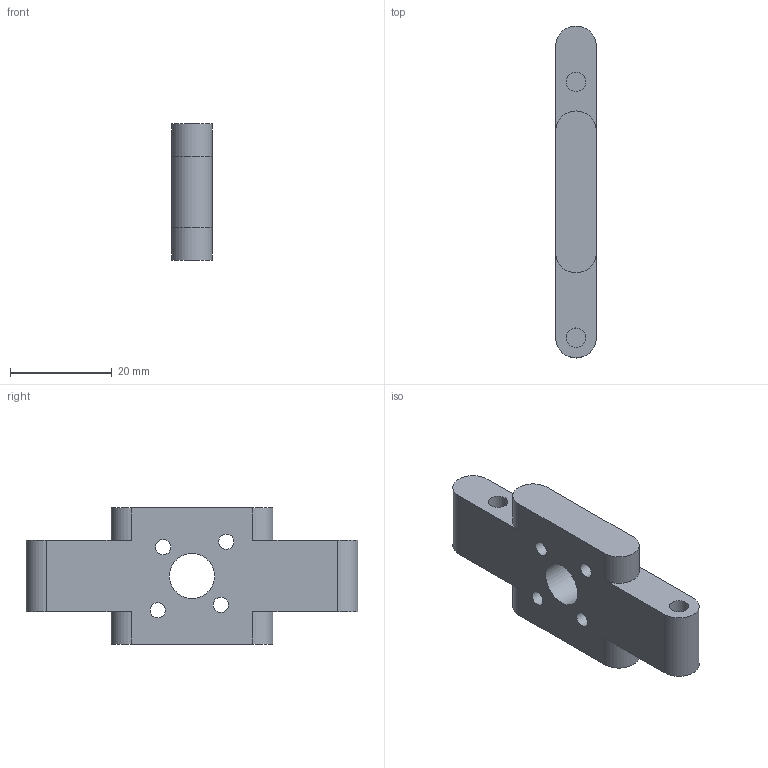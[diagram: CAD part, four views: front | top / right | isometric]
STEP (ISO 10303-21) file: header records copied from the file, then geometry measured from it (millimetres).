
FILE_DESCRIPTION(/* description */ (''),/* implementation_level */ '2;1');
FILE_NAME(/* name */ 'WhirlWax_MotorHold.step',/* time_stamp */ '2023-07-12T00:38:42-04:00',/* author */ (''),/* organization */ (''),/* preprocessor_version */ 'ST-DEVELOPER v19.2',/* originating_system */ 'Autodesk Translation Framework v12.6.0.85',/* authorisation */ '');
FILE_SCHEMA (('AUTOMOTIVE_DESIGN { 1 0 10303 214 3 1 1 }'));
Length unit declared in the file: inch
Products named in the file (1): WhirlWax_August
Bounding box: 7.94 x 65.09 x 26.7 mm (x, y, z)
Volume: 8816.6 mm3; surface area: 4741.4 mm2
Topology: 1 solids, 1 shells, 35 faces, 75 edges, 50 vertices
Faces by surface type: cylinder 19, plane 16
Full cylindrical faces by diameter (mm): 3 x4, 3.81 x4, 5 x4, 8.89 x1
Entity records: 1018 total; most frequent: DIRECTION 185, CARTESIAN_POINT 161, ORIENTED_EDGE 150, EDGE_CURVE 75, AXIS2_PLACEMENT_3D 74, EDGE_LOOP 53, VERTEX_POINT 50, CIRCLE 38
